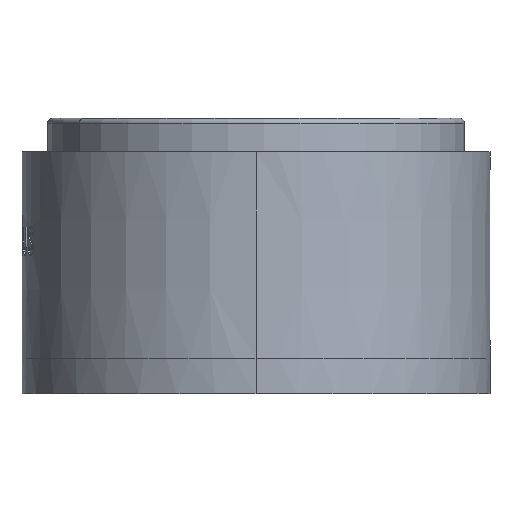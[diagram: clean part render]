
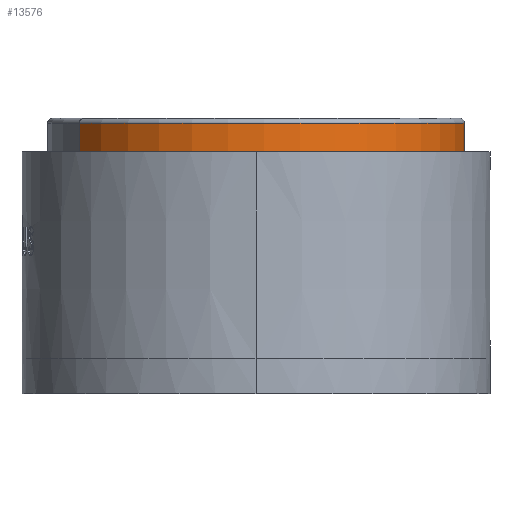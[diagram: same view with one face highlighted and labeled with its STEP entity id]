
A CAD part, left-side view. The second image highlights one B-rep face of the part: STEP entity #13576.
In plain terms, the highlighted cylindrical face has radius 435 mm (diameter 870 mm), a partial arc.
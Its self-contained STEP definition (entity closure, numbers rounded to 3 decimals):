
#135 = CARTESIAN_POINT ( 'NONE',  ( -231.649, 368.19, 430. ) ) ;
#158 = CIRCLE ( 'NONE', #17966, 435. ) ;
#926 = CARTESIAN_POINT ( 'NONE',  ( 0., 0., 430. ) ) ;
#1162 = DIRECTION ( 'NONE',  ( 0., 0., -1. ) ) ;
#1203 = DIRECTION ( 'NONE',  ( 0., 0., -1. ) ) ;
#1668 = EDGE_CURVE ( 'NONE', #15239, #19560, #17963, .T. ) ;
#1883 = CYLINDRICAL_SURFACE ( 'NONE', #12586, 435. ) ;
#2504 = CARTESIAN_POINT ( 'NONE',  ( 231.649, -368.19, 430. ) ) ;
#3475 = CARTESIAN_POINT ( 'NONE',  ( 0., 0., 430. ) ) ;
#4213 = CARTESIAN_POINT ( 'NONE',  ( 231.649, -368.19, 490. ) ) ;
#4326 = DIRECTION ( 'NONE',  ( 0., 0., -1. ) ) ;
#5073 = DIRECTION ( 'NONE',  ( -0.533, 0.846, 0. ) ) ;
#6272 = DIRECTION ( 'NONE',  ( -0.533, 0.846, 0. ) ) ;
#6583 = EDGE_LOOP ( 'NONE', ( #16925, #16063, #10779, #6801 ) ) ;
#6792 = CIRCLE ( 'NONE', #14794, 435. ) ;
#6801 = ORIENTED_EDGE ( 'NONE', *, *, #6929, .F. ) ;
#6929 = EDGE_CURVE ( 'NONE', #19560, #17711, #158, .T. ) ;
#8150 = LINE ( 'NONE', #20199, #13628 ) ;
#8212 = VECTOR ( 'NONE', #4326, 1000. ) ;
#8866 = CARTESIAN_POINT ( 'NONE',  ( -231.649, 368.19, 490. ) ) ;
#10779 = ORIENTED_EDGE ( 'NONE', *, *, #11687, .T. ) ;
#11687 = EDGE_CURVE ( 'NONE', #17857, #17711, #8150, .T. ) ;
#11833 = DIRECTION ( 'NONE',  ( -0.533, 0.846, 0. ) ) ;
#12112 = FACE_OUTER_BOUND ( 'NONE', #6583, .T. ) ;
#12586 = AXIS2_PLACEMENT_3D ( 'NONE', #3475, #15536, #5073 ) ;
#13576 = ADVANCED_FACE ( 'NONE', ( #12112 ), #1883, .T. ) ;
#13628 = VECTOR ( 'NONE', #1203, 1000. ) ;
#14568 = EDGE_CURVE ( 'NONE', #15239, #17857, #6792, .T. ) ;
#14794 = AXIS2_PLACEMENT_3D ( 'NONE', #20578, #1162, #11833 ) ;
#15239 = VERTEX_POINT ( 'NONE', #4213 ) ;
#15536 = DIRECTION ( 'NONE',  ( 0., 0., -1. ) ) ;
#16063 = ORIENTED_EDGE ( 'NONE', *, *, #14568, .T. ) ;
#16925 = ORIENTED_EDGE ( 'NONE', *, *, #1668, .F. ) ;
#17711 = VERTEX_POINT ( 'NONE', #135 ) ;
#17857 = VERTEX_POINT ( 'NONE', #8866 ) ;
#17963 = LINE ( 'NONE', #2504, #8212 ) ;
#17966 = AXIS2_PLACEMENT_3D ( 'NONE', #926, #18211, #6272 ) ;
#18211 = DIRECTION ( 'NONE',  ( 0., 0., -1. ) ) ;
#19560 = VERTEX_POINT ( 'NONE', #20352 ) ;
#20199 = CARTESIAN_POINT ( 'NONE',  ( -231.649, 368.19, 430. ) ) ;
#20352 = CARTESIAN_POINT ( 'NONE',  ( 231.649, -368.19, 430. ) ) ;
#20578 = CARTESIAN_POINT ( 'NONE',  ( 0., 0., 490. ) ) ;
